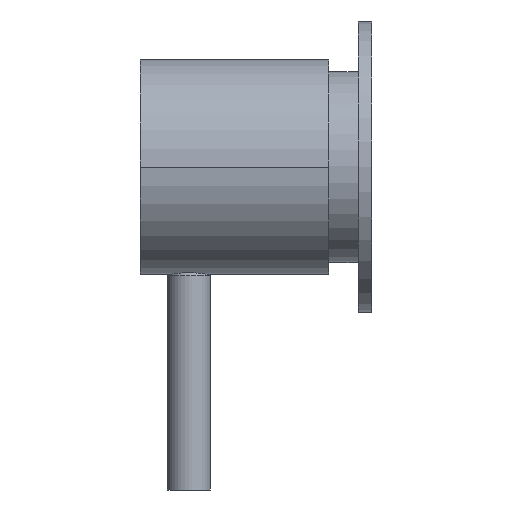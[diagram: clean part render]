
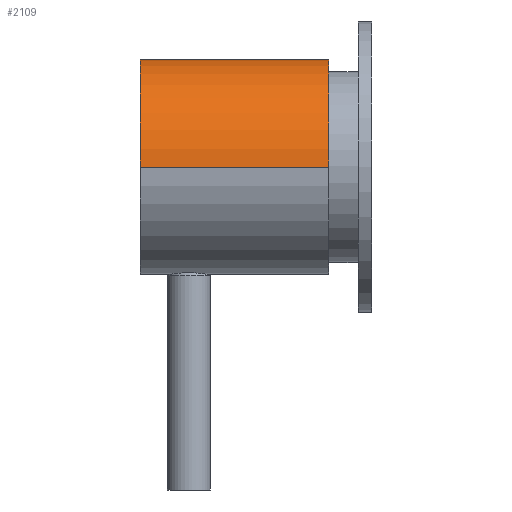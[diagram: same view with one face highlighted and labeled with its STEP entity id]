
A CAD part, left-side view. The second image highlights one B-rep face of the part: STEP entity #2109.
In plain terms, the highlighted cylindrical face has radius 20 mm (diameter 40 mm), a partial arc.
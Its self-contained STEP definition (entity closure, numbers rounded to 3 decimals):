
#107 = VERTEX_POINT ( 'NONE', #3147 ) ;
#134 = VECTOR ( 'NONE', #2607, 1000. ) ;
#222 = FACE_OUTER_BOUND ( 'NONE', #999, .T. ) ;
#242 = DIRECTION ( 'NONE',  ( 0., -1., 0. ) ) ;
#245 = EDGE_CURVE ( 'NONE', #3077, #641, #3731, .T. ) ;
#374 = AXIS2_PLACEMENT_3D ( 'NONE', #1267, #2421, #3165 ) ;
#585 = DIRECTION ( 'NONE',  ( 0., -1., 0. ) ) ;
#641 = VERTEX_POINT ( 'NONE', #1808 ) ;
#680 = CARTESIAN_POINT ( 'NONE',  ( -120., 48.307, 0. ) ) ;
#738 = EDGE_CURVE ( 'NONE', #4523, #107, #3838, .T. ) ;
#779 = DIRECTION ( 'NONE',  ( 0., -1., 0. ) ) ;
#912 = DIRECTION ( 'NONE',  ( 1., 0., 0. ) ) ;
#999 = EDGE_LOOP ( 'NONE', ( #5016, #2251, #4362, #3829 ) ) ;
#1267 = CARTESIAN_POINT ( 'NONE',  ( -100., 48.307, 0. ) ) ;
#1269 = CARTESIAN_POINT ( 'NONE',  ( -120., 83.307, 0. ) ) ;
#1808 = CARTESIAN_POINT ( 'NONE',  ( -120., 48.307, 0. ) ) ;
#1882 = CARTESIAN_POINT ( 'NONE',  ( -80., 48.307, 0. ) ) ;
#1975 = DIRECTION ( 'NONE',  ( 1., 0., 0. ) ) ;
#2006 = AXIS2_PLACEMENT_3D ( 'NONE', #2521, #585, #912 ) ;
#2109 = ADVANCED_FACE ( 'NONE', ( #222 ), #2347, .T. ) ;
#2251 = ORIENTED_EDGE ( 'NONE', *, *, #245, .T. ) ;
#2347 = CYLINDRICAL_SURFACE ( 'NONE', #374, 20. ) ;
#2421 = DIRECTION ( 'NONE',  ( 0., -1., 0. ) ) ;
#2457 = AXIS2_PLACEMENT_3D ( 'NONE', #3940, #779, #1975 ) ;
#2521 = CARTESIAN_POINT ( 'NONE',  ( -100., 48.307, 0. ) ) ;
#2558 = EDGE_CURVE ( 'NONE', #107, #641, #2909, .T. ) ;
#2607 = DIRECTION ( 'NONE',  ( 0., -1., 0. ) ) ;
#2909 = CIRCLE ( 'NONE', #2006, 20. ) ;
#3077 = VERTEX_POINT ( 'NONE', #1269 ) ;
#3147 = CARTESIAN_POINT ( 'NONE',  ( -80., 48.307, 0. ) ) ;
#3165 = DIRECTION ( 'NONE',  ( 1., 0., 0. ) ) ;
#3731 = LINE ( 'NONE', #680, #134 ) ;
#3829 = ORIENTED_EDGE ( 'NONE', *, *, #738, .F. ) ;
#3838 = LINE ( 'NONE', #1882, #4325 ) ;
#3940 = CARTESIAN_POINT ( 'NONE',  ( -100., 83.307, 0. ) ) ;
#4325 = VECTOR ( 'NONE', #242, 1000. ) ;
#4362 = ORIENTED_EDGE ( 'NONE', *, *, #2558, .F. ) ;
#4505 = CARTESIAN_POINT ( 'NONE',  ( -80., 83.307, 0. ) ) ;
#4523 = VERTEX_POINT ( 'NONE', #4505 ) ;
#4577 = EDGE_CURVE ( 'NONE', #4523, #3077, #4907, .T. ) ;
#4907 = CIRCLE ( 'NONE', #2457, 20. ) ;
#5016 = ORIENTED_EDGE ( 'NONE', *, *, #4577, .T. ) ;
